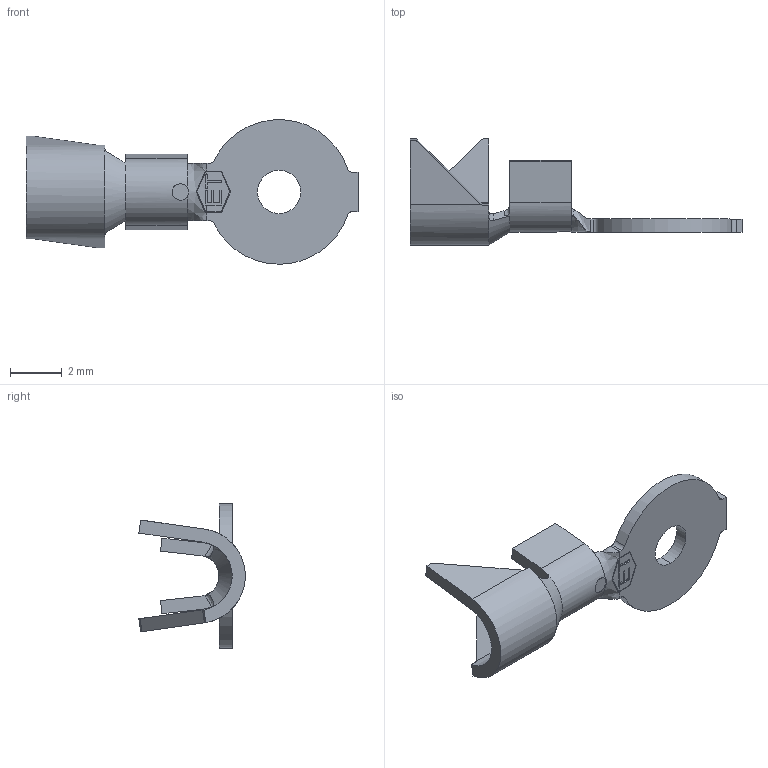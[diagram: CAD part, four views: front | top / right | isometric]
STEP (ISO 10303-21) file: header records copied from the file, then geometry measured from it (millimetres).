
FILE_DESCRIPTION (( 'STEP AP203' ), '1' );
FILE_NAME ('00128.STEP', '2015-02-06T12:44:15', ( '' ), ( '' ), 'SwSTEP 2.0', 'SolidWorks 2014', '' );
FILE_SCHEMA (( 'CONFIG_CONTROL_DESIGN' ));
Length unit declared in the file: inch
Products named in the file (1): 00128
Bounding box: 12.83 x 4.11 x 5.58 mm (x, y, z)
Volume: 31.4 mm3; surface area: 156.9 mm2
Topology: 1 solids, 1 shells, 137 faces, 378 edges, 244 vertices
Faces by surface type: plane 91, cylinder 25, bspline 15, cone 6
Entity records: 4731 total; most frequent: CARTESIAN_POINT 1295, ORIENTED_EDGE 756, DIRECTION 619, EDGE_CURVE 378, LINE 251, VECTOR 251, VERTEX_POINT 244, AXIS2_PLACEMENT_3D 184
